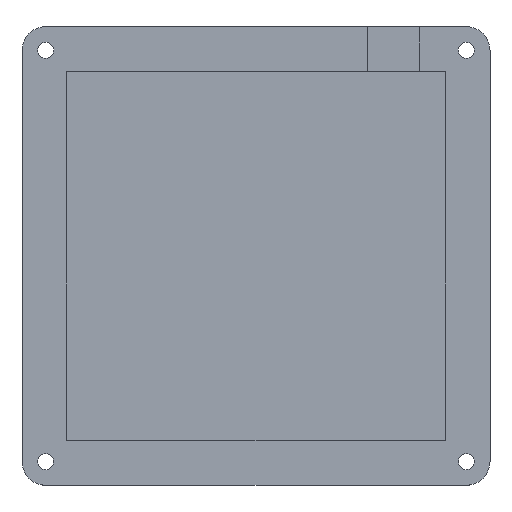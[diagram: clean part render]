
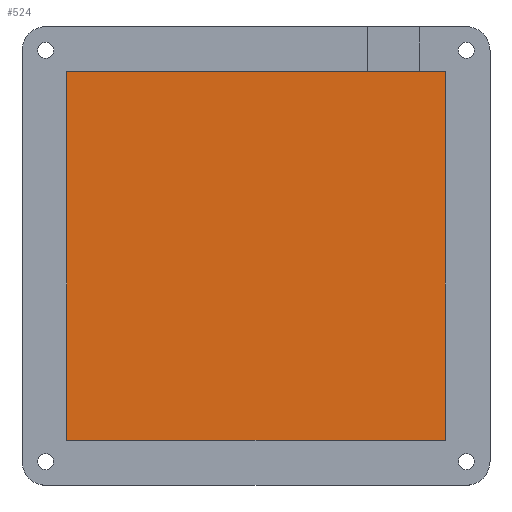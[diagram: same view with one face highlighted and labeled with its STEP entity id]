
A CAD part, top view. The second image highlights one B-rep face of the part: STEP entity #524.
In plain terms, the highlighted planar face has unit normal (0, 0, 1).
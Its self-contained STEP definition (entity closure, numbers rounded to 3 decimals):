
#34=PLANE('',#580);
#56=FACE_OUTER_BOUND('',#90,.T.);
#90=EDGE_LOOP('',(#421,#422,#423,#424));
#148=LINE('',#858,#196);
#150=LINE('',#863,#198);
#151=LINE('',#864,#199);
#152=LINE('',#865,#200);
#196=VECTOR('',#690,10.);
#198=VECTOR('',#694,10.);
#199=VECTOR('',#695,10.);
#200=VECTOR('',#696,10.);
#269=VERTEX_POINT('',#855);
#270=VERTEX_POINT('',#857);
#271=VERTEX_POINT('',#861);
#272=VERTEX_POINT('',#862);
#328=EDGE_CURVE('',#269,#270,#148,.T.);
#330=EDGE_CURVE('',#271,#272,#150,.T.);
#331=EDGE_CURVE('',#270,#271,#151,.T.);
#332=EDGE_CURVE('',#272,#269,#152,.T.);
#421=ORIENTED_EDGE('',*,*,#330,.F.);
#422=ORIENTED_EDGE('',*,*,#331,.F.);
#423=ORIENTED_EDGE('',*,*,#328,.F.);
#424=ORIENTED_EDGE('',*,*,#332,.F.);
#524=ADVANCED_FACE('',(#56),#34,.T.);
#580=AXIS2_PLACEMENT_3D('',#860,#692,#693);
#690=DIRECTION('',(1.,0.,0.));
#692=DIRECTION('center_axis',(0.,0.,1.));
#693=DIRECTION('ref_axis',(1.,0.,0.));
#694=DIRECTION('',(-1.,0.,0.));
#695=DIRECTION('',(0.,-1.,0.));
#696=DIRECTION('',(0.,1.,0.));
#855=CARTESIAN_POINT('',(-55.,55.,3.));
#857=CARTESIAN_POINT('',(25.,55.,3.));
#858=CARTESIAN_POINT('',(-35.,55.,3.));
#860=CARTESIAN_POINT('Origin',(-15.,16.,3.));
#861=CARTESIAN_POINT('',(25.,-23.,3.));
#862=CARTESIAN_POINT('',(-55.,-23.,3.));
#863=CARTESIAN_POINT('',(5.,-23.,3.));
#864=CARTESIAN_POINT('',(25.,35.5,3.));
#865=CARTESIAN_POINT('',(-55.,-3.5,3.));
